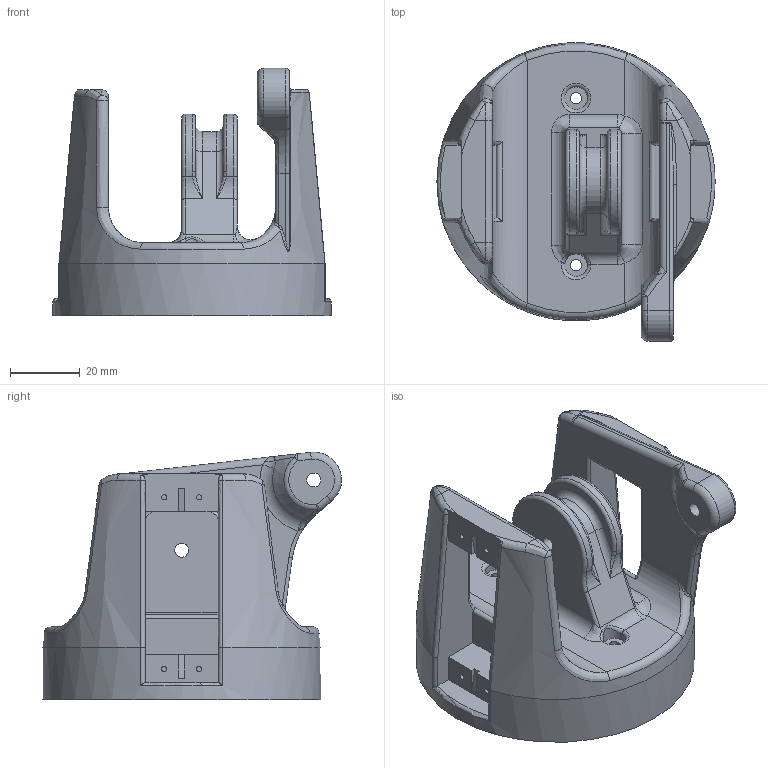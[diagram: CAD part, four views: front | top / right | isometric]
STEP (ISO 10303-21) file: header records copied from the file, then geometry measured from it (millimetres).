
FILE_DESCRIPTION(/* description */ ('STEP AP242','CAx-IF Rec.Pracs.---Representation and Presentation of Product Manufacturing Information (PMI)---4.0---2014-10-13','CAx-IF Rec.Pracs.---3D Tessellated Geometry---0.4---2014-09-14','2;1'),/* implementation_level */ '2;1');
FILE_NAME(/* name */ '68faf042a86e8bc8e5d038bf',/* time_stamp */ '2025-10-24T03:19:30Z',/* author */ (''),/* organization */ (''),/* preprocessor_version */ 'ST-DEVELOPER v20',/* originating_system */ 'ONSHAPE BY PTC INC, 1.205',/* authorisation */ ' ');
FILE_SCHEMA (('AP242_MANAGED_MODEL_BASED_3D_ENGINEERING_MIM_LF { 1 0 10303 442 1 1 4 }'));
Length unit declared in the file: metre
Products named in the file (1): 001_base
Bounding box: 80 x 85.97 x 71.18 mm (x, y, z)
Volume: 143804.6 mm3; surface area: 30700.6 mm2
Topology: 1 solids, 1 shells, 221 faces, 549 edges, 325 vertices
Faces by surface type: plane 65, cylinder 65, bspline 49, torus 33, sphere 6, cone 3
Full cylindrical faces by diameter (mm): 1.5 x8, 3.3 x2, 4 x2, 6.5 x3, 80 x1
Entity records: 7166 total; most frequent: CARTESIAN_POINT 2323, ORIENTED_EDGE 1024, DIRECTION 969, EDGE_CURVE 512, AXIS2_PLACEMENT_3D 393, VERTEX_POINT 317, EDGE_LOOP 257, FACE_BOUND 257
